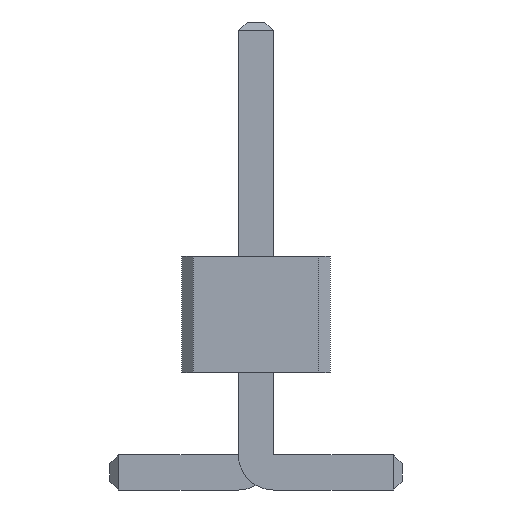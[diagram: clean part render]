
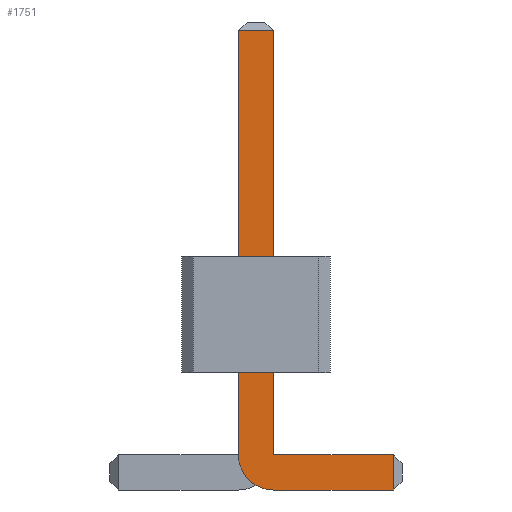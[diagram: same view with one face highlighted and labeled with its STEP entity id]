
A CAD part, front view. The second image highlights one B-rep face of the part: STEP entity #1751.
In plain terms, the highlighted planar face has unit normal (0, -1, 0).
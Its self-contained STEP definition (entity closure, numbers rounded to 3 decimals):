
#67=DIRECTION('',(1.,0.,0.));
#725=VECTOR('',#67,1.);
#778=DIRECTION('',(-1.,0.,0.));
#1553=VECTOR('',#778,1.);
#1561=DIRECTION('',(-0.,1.,0.));
#1562=DIRECTION('',(0.,0.,-1.));
#1569=VECTOR('',#1570,1.);
#1570=DIRECTION('',(0.,0.,1.));
#1581=VECTOR('',#1562,1.);
#1593=DIRECTION('',(0.,1.,0.));
#1594=DIRECTION('',(1.,0.,0.));
#1601=VERTEX_POINT('',#1602);
#1602=CARTESIAN_POINT('',(1.175,-5.65,0.));
#1605=ORIENTED_EDGE('',*,*,#1606,.T.);
#1606=EDGE_CURVE('',#1601,#1607,#1609,.T.);
#1607=VERTEX_POINT('',#1608);
#1608=CARTESIAN_POINT('',(0.15,-5.65,0.));
#1609=LINE('',#1610,#1553);
#1610=CARTESIAN_POINT('',(1.25,-5.65,0.));
#1647=VERTEX_POINT('',#1648);
#1648=CARTESIAN_POINT('',(-0.15,-5.65,0.3));
#1651=EDGE_CURVE('',#1607,#1647,#1652,.T.);
#1652=CIRCLE('',#1653,0.3);
#1653=AXIS2_PLACEMENT_3D('',#1654,#1561,#1562);
#1654=CARTESIAN_POINT('',(0.15,-5.65,0.3));
#1663=VERTEX_POINT('',#1654);
#1665=ORIENTED_EDGE('',*,*,#1666,.T.);
#1666=EDGE_CURVE('',#1663,#1667,#1669,.T.);
#1667=VERTEX_POINT('',#1668);
#1668=CARTESIAN_POINT('',(1.175,-5.65,0.3));
#1669=LINE('',#1654,#725);
#1679=ORIENTED_EDGE('',*,*,#1680,.T.);
#1680=EDGE_CURVE('',#1647,#1681,#1683,.T.);
#1681=VERTEX_POINT('',#1682);
#1682=CARTESIAN_POINT('',(-0.15,-5.65,3.925));
#1683=LINE('',#1684,#1569);
#1684=CARTESIAN_POINT('',(-0.15,-5.65,0.));
#1697=VERTEX_POINT('',#1698);
#1698=CARTESIAN_POINT('',(0.15,-5.65,3.925));
#1700=ORIENTED_EDGE('',*,*,#1701,.T.);
#1701=EDGE_CURVE('',#1697,#1663,#1702,.T.);
#1702=LINE('',#1703,#1581);
#1703=CARTESIAN_POINT('',(0.15,-5.65,4.));
#1751=ADVANCED_FACE('',(#1752),#1761,.F.);
#1752=FACE_BOUND('',#1753,.F.);
#1753=EDGE_LOOP('',(#1605,#1754,#1679,#1755,#1700,#1665,#1758));
#1754=ORIENTED_EDGE('',*,*,#1651,.T.);
#1755=ORIENTED_EDGE('',*,*,#1756,.T.);
#1756=EDGE_CURVE('',#1681,#1697,#1757,.T.);
#1757=LINE('',#1682,#725);
#1758=ORIENTED_EDGE('',*,*,#1759,.T.);
#1759=EDGE_CURVE('',#1667,#1601,#1760,.T.);
#1760=LINE('',#1668,#1581);
#1761=PLANE('',#1762);
#1762=AXIS2_PLACEMENT_3D('',#1763,#1593,#1594);
#1763=CARTESIAN_POINT('',(0.173,-5.65,1.623));
